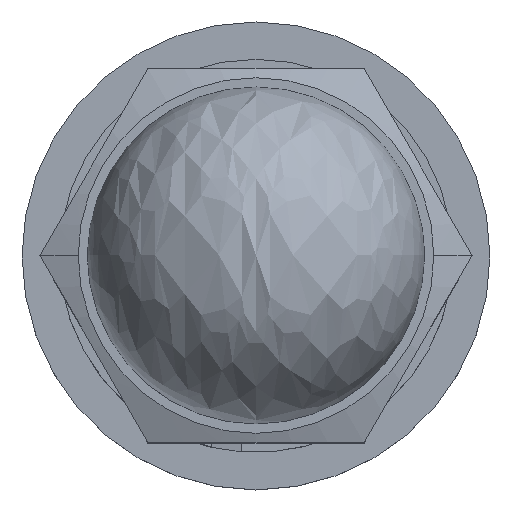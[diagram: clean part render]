
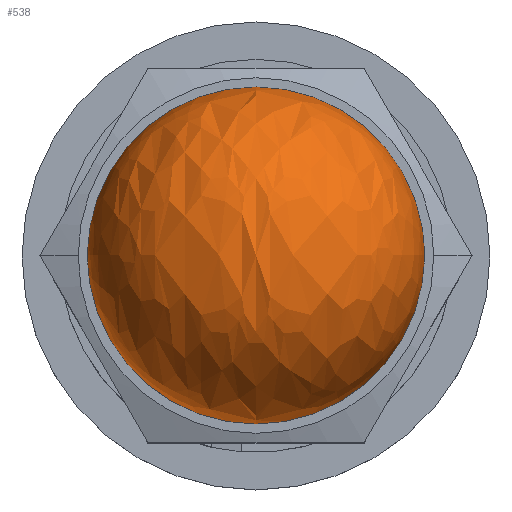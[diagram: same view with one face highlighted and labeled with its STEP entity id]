
A CAD part, top view. The second image highlights one B-rep face of the part: STEP entity #538.
In plain terms, the highlighted free-form (B-spline) face has degree [3, 3] with [4, 4] control points.
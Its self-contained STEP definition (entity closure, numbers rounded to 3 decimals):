
#3 = DIRECTION ( 'NONE',  ( 1., 0., 0. ) ) ;
#7 = DIRECTION ( 'NONE',  ( 0., 0., 1. ) ) ;
#31 = CIRCLE ( 'NONE', #784, 3.6 ) ;
#33 = CARTESIAN_POINT ( 'NONE',  ( -48.029, -62.776, 5.95 ) ) ;
#40 = CARTESIAN_POINT ( 'NONE',  ( -44.429, -62.776, 5.95 ) ) ;
#45 = CARTESIAN_POINT ( 'NONE',  ( -44.429, -62.776, 5.95 ) ) ;
#54 = CARTESIAN_POINT ( 'NONE',  ( -51.629, -69.976, 5.95 ) ) ;
#141 = CARTESIAN_POINT ( 'NONE',  ( -44.429, -69.976, 20.35 ) ) ;
#181 = CIRCLE ( 'NONE', #807, 3.6 ) ;
#296 = VERTEX_POINT ( 'NONE', #1030 ) ;
#307 = DIRECTION ( 'NONE',  ( 1., 0., 0. ) ) ;
#313 = CARTESIAN_POINT ( 'NONE',  ( -51.629, -62.776, 5.95 ) ) ;
#319 = EDGE_CURVE ( 'NONE', #296, #474, #181, .T. ) ;
#398 = ORIENTED_EDGE ( 'NONE', *, *, #319, .T. ) ;
#406 = CARTESIAN_POINT ( 'NONE',  ( -44.429, -69.976, 5.95 ) ) ;
#411 = CARTESIAN_POINT ( 'NONE',  ( -44.429, -62.776, 5.95 ) ) ;
#420 = CARTESIAN_POINT ( 'NONE',  ( -51.629, -62.776, 5.95 ) ) ;
#474 = VERTEX_POINT ( 'NONE', #795 ) ;
#510 = CARTESIAN_POINT ( 'NONE',  ( -51.629, -55.576, 5.95 ) ) ;
#522 = CARTESIAN_POINT ( 'NONE',  ( -44.429, -55.576, 20.35 ) ) ;
#538 = ADVANCED_FACE ( 'NONE', ( #972 ), #1003, .T. ) ;
#566 = DIRECTION ( 'NONE',  ( 0., 0., 1. ) ) ;
#584 = CARTESIAN_POINT ( 'NONE',  ( -44.429, -55.576, 5.95 ) ) ;
#708 = EDGE_LOOP ( 'NONE', ( #398, #808 ) ) ;
#775 = CARTESIAN_POINT ( 'NONE',  ( -51.629, -69.976, 20.35 ) ) ;
#784 = AXIS2_PLACEMENT_3D ( 'NONE', #919, #7, #3 ) ;
#795 = CARTESIAN_POINT ( 'NONE',  ( -51.629, -62.776, 5.95 ) ) ;
#807 = AXIS2_PLACEMENT_3D ( 'NONE', #33, #566, #307 ) ;
#808 = ORIENTED_EDGE ( 'NONE', *, *, #1029, .T. ) ;
#880 = CARTESIAN_POINT ( 'NONE',  ( -51.629, -55.576, 20.35 ) ) ;
#888 = CARTESIAN_POINT ( 'NONE',  ( -51.629, -62.776, 5.95 ) ) ;
#893 = CARTESIAN_POINT ( 'NONE',  ( -51.629, -62.776, 5.95 ) ) ;
#919 = CARTESIAN_POINT ( 'NONE',  ( -48.029, -62.776, 5.95 ) ) ;
#972 = FACE_OUTER_BOUND ( 'NONE', #708, .T. ) ;
#1003 =( BOUNDED_SURFACE ( )  B_SPLINE_SURFACE ( 3, 3, ( 
 ( #45, #40, #1053, #411 ),
 ( #584, #522, #141, #406 ),
 ( #510, #880, #775, #54 ),
 ( #888, #893, #313, #420 ) ),
 .UNSPECIFIED., .F., .F., .F. ) 
 B_SPLINE_SURFACE_WITH_KNOTS ( ( 4, 4 ),
 ( 4, 4 ),
 ( 0., 1. ),
 ( 0., 1. ),
 .UNSPECIFIED. ) 
 GEOMETRIC_REPRESENTATION_ITEM ( )  RATIONAL_B_SPLINE_SURFACE ( (
 ( 1., 0.333, 0.333, 1.),
 ( 0.333, 0.111, 0.111, 0.333),
 ( 0.333, 0.111, 0.111, 0.333),
 ( 1., 0.333, 0.333, 1.) ) ) 
 REPRESENTATION_ITEM ( '' )  SURFACE ( )  );
#1029 = EDGE_CURVE ( 'NONE', #474, #296, #31, .T. ) ;
#1030 = CARTESIAN_POINT ( 'NONE',  ( -44.429, -62.776, 5.95 ) ) ;
#1053 = CARTESIAN_POINT ( 'NONE',  ( -44.429, -62.776, 5.95 ) ) ;
